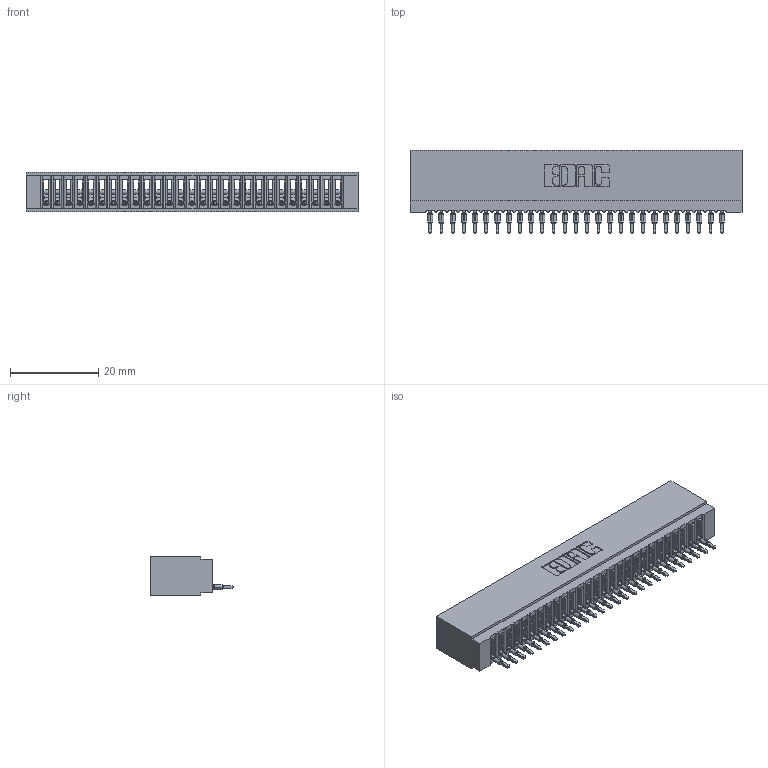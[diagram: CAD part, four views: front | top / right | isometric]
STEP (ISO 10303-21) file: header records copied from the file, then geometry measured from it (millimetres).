
FILE_DESCRIPTION (( 'STEP AP203' ), '1' );
FILE_NAME ('725-027-520-101.STEP', '2026-03-05T21:37:58', ( '' ), ( '' ), 'SwSTEP 2.0', 'SolidWorks 2023', '' );
FILE_SCHEMA (( 'CONFIG_CONTROL_DESIGN' ));
Length unit declared in the file: millimetre
Products named in the file (3): 725-027-520-101; 745-292-001_520; 725 Part_Insulator Option - 01
Assembly tree (28 placements, depth 2):
  725-027-520-101
    725 Part_Insulator Option - 01
    745-292-001_520  x27
Bounding box: 75.18 x 18.8 x 8.89 mm (x, y, z)
Volume: 5744.5 mm3; surface area: 10590.4 mm2
Topology: 28 solids, 28 shells, 3119 faces, 8570 edges, 5406 vertices
Faces by surface type: plane 1864, cylinder 553, bspline 540, torus 162
Entity records: 46603 total; most frequent: CARTESIAN_POINT 8712, ORIENTED_EDGE 8144, DIRECTION 7076, EDGE_CURVE 4072, VECTOR 3728, LINE 3728, VERTEX_POINT 2598, AXIS2_PLACEMENT_3D 1674
